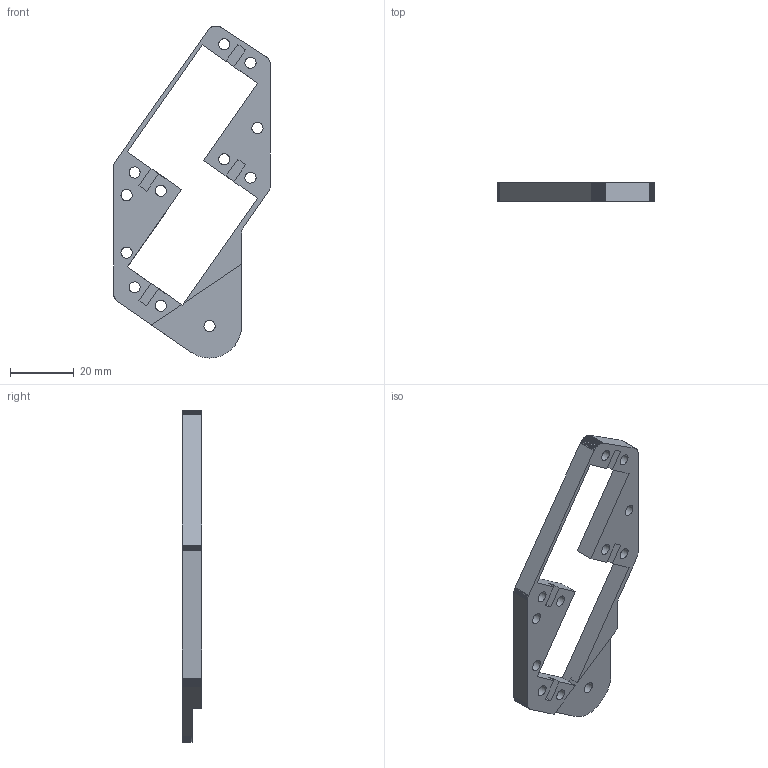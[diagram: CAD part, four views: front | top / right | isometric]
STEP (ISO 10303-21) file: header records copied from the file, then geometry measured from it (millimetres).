
FILE_DESCRIPTION(('FreeCAD Model'),'2;1');
FILE_NAME('rightLegA.step', '2015-04-10T01:07:26',('FreeCAD'),('FreeCAD'), 'Open CASCADE STEP processor 6.7','FreeCAD','Unknown');
FILE_SCHEMA(('AUTOMOTIVE_DESIGN_CC2 { 1 2 10303 214 -1 1 5 4 }'));
Length unit declared in the file: millimetre
Products named in the file (1): leg_A
Bounding box: 49 x 6 x 104 mm (x, y, z)
Volume: 8555.1 mm3; surface area: 7689.2 mm2
Topology: 1 solids, 1 shells, 163 faces, 456 edges, 304 vertices
Faces by surface type: plane 137, cylinder 26
Full cylindrical faces by diameter (mm): 3.5 x12, 6.5 x10
Entity records: 13074 total; most frequent: CARTESIAN_POINT 3051, DIRECTION 1527, LINE 1058, VECTOR 1058, ORIENTED_EDGE 912, PCURVE 912, DEFINITIONAL_REPRESENTATION 912, EDGE_CURVE 456
